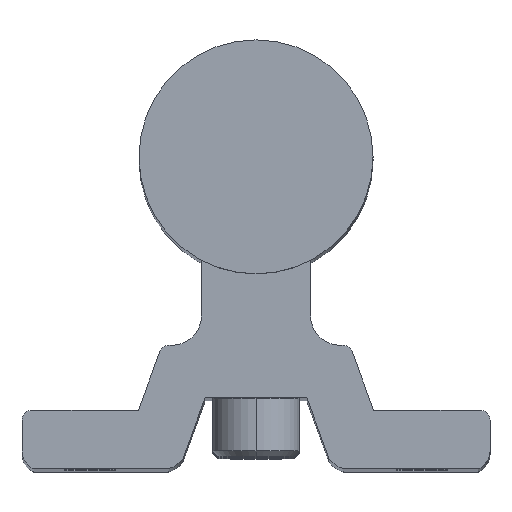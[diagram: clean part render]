
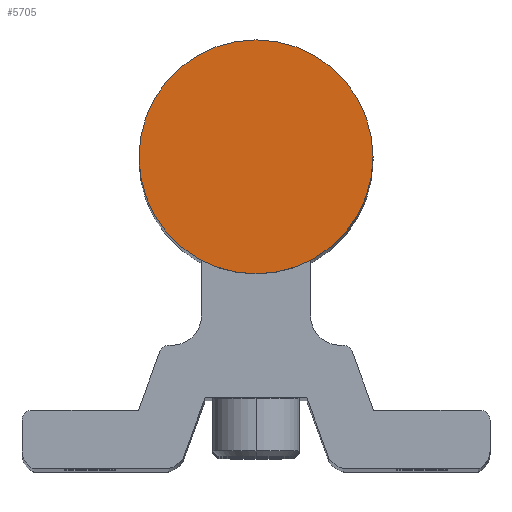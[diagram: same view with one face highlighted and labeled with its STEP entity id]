
A CAD part, top view. The second image highlights one B-rep face of the part: STEP entity #5705.
In plain terms, the highlighted planar face has unit normal (0, 0, 1).
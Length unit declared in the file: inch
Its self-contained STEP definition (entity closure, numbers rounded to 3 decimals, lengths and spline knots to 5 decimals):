
#79 = DIRECTION ( 'NONE',  ( 1., 0., 0. ) ) ;
#171 = DIRECTION ( 'NONE',  ( 1., 0., 0. ) ) ;
#473 = CARTESIAN_POINT ( 'NONE',  ( -1.5, 4., 0. ) ) ;
#710 = VERTEX_POINT ( 'NONE', #473 ) ;
#743 = CARTESIAN_POINT ( 'NONE',  ( 0., 4., 0. ) ) ;
#1936 = FACE_OUTER_BOUND ( 'NONE', #2805, .T. ) ;
#2207 = DIRECTION ( 'NONE',  ( 0., 0., 1. ) ) ;
#2559 = EDGE_CURVE ( 'NONE', #710, #4150, #4794, .T. ) ;
#2683 = CARTESIAN_POINT ( 'NONE',  ( 0., 4., 0. ) ) ;
#2805 = EDGE_LOOP ( 'NONE', ( #3173, #6705 ) ) ;
#3101 = PLANE ( 'NONE',  #3286 ) ;
#3173 = ORIENTED_EDGE ( 'NONE', *, *, #3888, .T. ) ;
#3286 = AXIS2_PLACEMENT_3D ( 'NONE', #743, #4184, #79 ) ;
#3888 = EDGE_CURVE ( 'NONE', #4150, #710, #5233, .T. ) ;
#4150 = VERTEX_POINT ( 'NONE', #6457 ) ;
#4184 = DIRECTION ( 'NONE',  ( 0., 0., 1. ) ) ;
#4722 = DIRECTION ( 'NONE',  ( 1., 0., 0. ) ) ;
#4794 = CIRCLE ( 'NONE', #6548, 1.5 ) ;
#5233 = CIRCLE ( 'NONE', #6735, 1.5 ) ;
#5278 = CARTESIAN_POINT ( 'NONE',  ( 0., 4., 0. ) ) ;
#5573 = DIRECTION ( 'NONE',  ( 0., 0., 1. ) ) ;
#5705 = ADVANCED_FACE ( 'NONE', ( #1936 ), #3101, .T. ) ;
#6457 = CARTESIAN_POINT ( 'NONE',  ( 1.5, 4., 0. ) ) ;
#6548 = AXIS2_PLACEMENT_3D ( 'NONE', #5278, #2207, #4722 ) ;
#6705 = ORIENTED_EDGE ( 'NONE', *, *, #2559, .T. ) ;
#6735 = AXIS2_PLACEMENT_3D ( 'NONE', #2683, #5573, #171 ) ;
